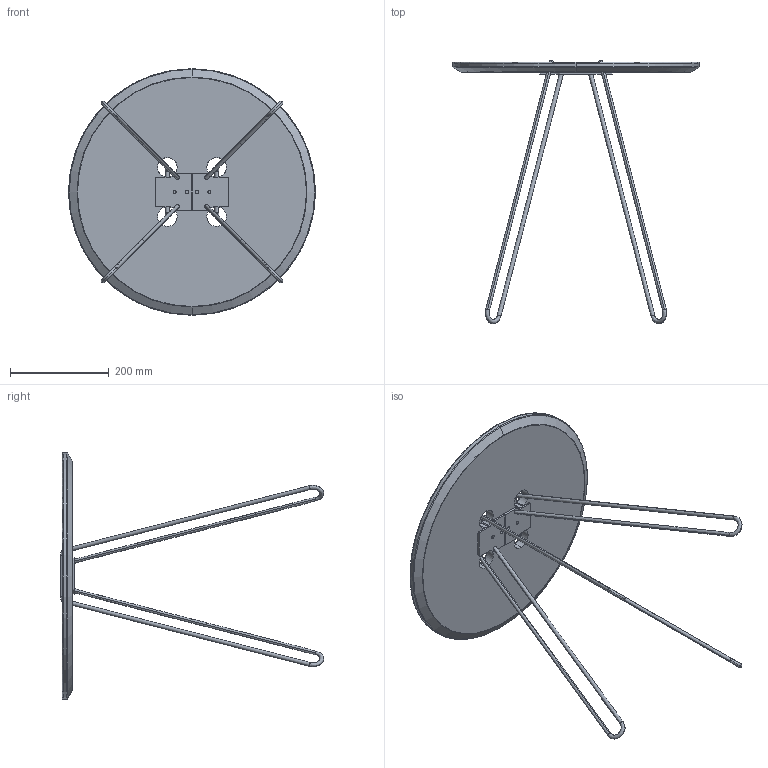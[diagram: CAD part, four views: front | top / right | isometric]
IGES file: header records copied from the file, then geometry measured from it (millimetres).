
Start section: SolidWorks IGES file using analytic representation for surfaces
Global section: file name: ASSIEME TAVOLO 500x500 h.530.IGS; native system: SolidWorks 2016; preprocessor: SolidWorks 2016; author: andrea.intermite; date: 170321.111702; units: millimetre
Bounding box: 500 x 533.99 x 500 mm (x, y, z)
Volume: 3955366.8 mm3; surface area: 557683.3 mm2
Topology: 7 solids, 7 shells, 156 faces, 794 edges, 1074 vertices
Faces by surface type: revolution 110, plane 46
